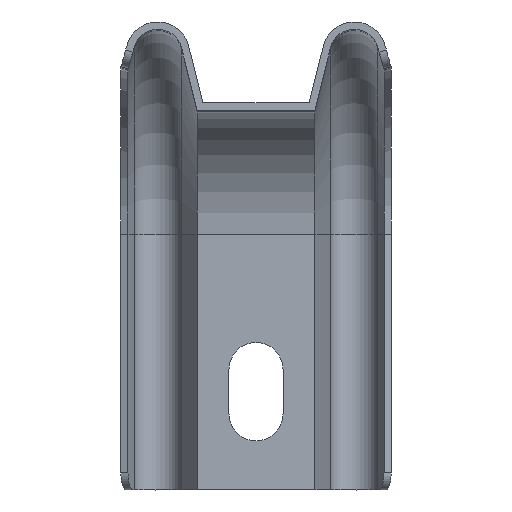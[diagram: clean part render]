
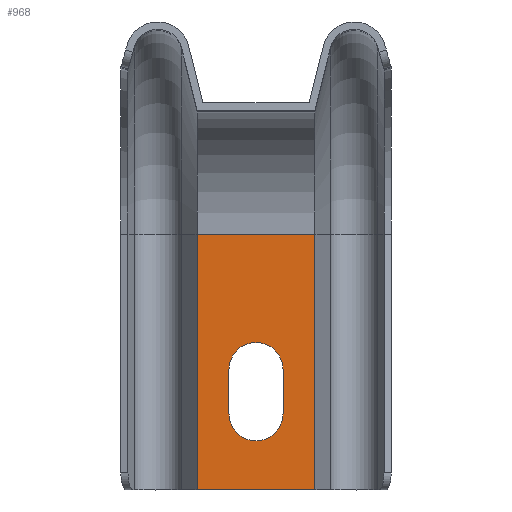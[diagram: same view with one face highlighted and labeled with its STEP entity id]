
A CAD part, top view. The second image highlights one B-rep face of the part: STEP entity #968.
In plain terms, the highlighted planar face has unit normal (0, 0, 1).
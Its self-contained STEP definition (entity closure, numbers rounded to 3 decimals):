
#6 = DIRECTION ( 'NONE',  ( 0., 1., 0. ) ) ;
#34 = LINE ( 'NONE', #343, #1035 ) ;
#37 = EDGE_CURVE ( 'NONE', #1989, #447, #1832, .T. ) ;
#124 = DIRECTION ( 'NONE',  ( 0., -1., 0. ) ) ;
#127 = AXIS2_PLACEMENT_3D ( 'NONE', #1724, #2132, #895 ) ;
#168 = FACE_OUTER_BOUND ( 'NONE', #2383, .T. ) ;
#191 = CIRCLE ( 'NONE', #2008, 5.5 ) ;
#234 = VECTOR ( 'NONE', #6, 1000. ) ;
#291 = LINE ( 'NONE', #930, #2391 ) ;
#343 = CARTESIAN_POINT ( 'NONE',  ( 12., -25., -140. ) ) ;
#357 = CARTESIAN_POINT ( 'NONE',  ( -5.5, -61.5, -140. ) ) ;
#447 = VERTEX_POINT ( 'NONE', #2541 ) ;
#514 = EDGE_CURVE ( 'NONE', #983, #1880, #291, .T. ) ;
#542 = EDGE_CURVE ( 'NONE', #1480, #1989, #751, .T. ) ;
#653 = DIRECTION ( 'NONE',  ( 0., 0., 1. ) ) ;
#668 = LINE ( 'NONE', #2551, #1718 ) ;
#680 = PLANE ( 'NONE',  #127 ) ;
#739 = FACE_BOUND ( 'NONE', #2312, .T. ) ;
#751 = LINE ( 'NONE', #2571, #234 ) ;
#761 = VECTOR ( 'NONE', #1570, 1000. ) ;
#769 = AXIS2_PLACEMENT_3D ( 'NONE', #1896, #653, #2101 ) ;
#773 = EDGE_CURVE ( 'NONE', #1880, #2475, #779, .T. ) ;
#779 = LINE ( 'NONE', #2057, #1802 ) ;
#840 = ORIENTED_EDGE ( 'NONE', *, *, #773, .T. ) ;
#895 = DIRECTION ( 'NONE',  ( -1., 0., 0. ) ) ;
#930 = CARTESIAN_POINT ( 'NONE',  ( -12., -25., -140. ) ) ;
#937 = ORIENTED_EDGE ( 'NONE', *, *, #2056, .F. ) ;
#948 = DIRECTION ( 'NONE',  ( 0., 0., 1. ) ) ;
#968 = ADVANCED_FACE ( 'NONE', ( #739, #168 ), #680, .F. ) ;
#983 = VERTEX_POINT ( 'NONE', #2540 ) ;
#1035 = VECTOR ( 'NONE', #1767, 1000. ) ;
#1048 = VERTEX_POINT ( 'NONE', #357 ) ;
#1262 = DIRECTION ( 'NONE',  ( 1., 0., 0. ) ) ;
#1324 = ORIENTED_EDGE ( 'NONE', *, *, #1543, .F. ) ;
#1357 = CARTESIAN_POINT ( 'NONE',  ( 5.5, -61.5, -140. ) ) ;
#1463 = EDGE_CURVE ( 'NONE', #447, #1048, #668, .T. ) ;
#1480 = VERTEX_POINT ( 'NONE', #1357 ) ;
#1484 = ORIENTED_EDGE ( 'NONE', *, *, #37, .F. ) ;
#1517 = ORIENTED_EDGE ( 'NONE', *, *, #2558, .F. ) ;
#1543 = EDGE_CURVE ( 'NONE', #983, #2359, #34, .T. ) ;
#1547 = CARTESIAN_POINT ( 'NONE',  ( 12., -77., -140. ) ) ;
#1570 = DIRECTION ( 'NONE',  ( 0., -1., 0. ) ) ;
#1706 = CARTESIAN_POINT ( 'NONE',  ( 12., -25., -140. ) ) ;
#1718 = VECTOR ( 'NONE', #124, 1000. ) ;
#1723 = CARTESIAN_POINT ( 'NONE',  ( -12., -77., -140. ) ) ;
#1724 = CARTESIAN_POINT ( 'NONE',  ( 12., -25., -140. ) ) ;
#1749 = ORIENTED_EDGE ( 'NONE', *, *, #542, .F. ) ;
#1755 = CARTESIAN_POINT ( 'NONE',  ( 5.5, -52.5, -140. ) ) ;
#1767 = DIRECTION ( 'NONE',  ( 1., 0., 0. ) ) ;
#1802 = VECTOR ( 'NONE', #1262, 1000. ) ;
#1832 = CIRCLE ( 'NONE', #769, 5.5 ) ;
#1863 = LINE ( 'NONE', #2159, #761 ) ;
#1880 = VERTEX_POINT ( 'NONE', #1723 ) ;
#1896 = CARTESIAN_POINT ( 'NONE',  ( 0., -52.5, -140. ) ) ;
#1989 = VERTEX_POINT ( 'NONE', #1755 ) ;
#2008 = AXIS2_PLACEMENT_3D ( 'NONE', #2177, #948, #2368 ) ;
#2056 = EDGE_CURVE ( 'NONE', #1048, #1480, #191, .T. ) ;
#2057 = CARTESIAN_POINT ( 'NONE',  ( 12., -77., -140. ) ) ;
#2101 = DIRECTION ( 'NONE',  ( 1., 0., 0. ) ) ;
#2132 = DIRECTION ( 'NONE',  ( 0., 0., -1. ) ) ;
#2159 = CARTESIAN_POINT ( 'NONE',  ( 12., -25., -140. ) ) ;
#2172 = DIRECTION ( 'NONE',  ( 0., -1., 0. ) ) ;
#2177 = CARTESIAN_POINT ( 'NONE',  ( 0., -61.5, -140. ) ) ;
#2312 = EDGE_LOOP ( 'NONE', ( #1749, #937, #2519, #1484 ) ) ;
#2359 = VERTEX_POINT ( 'NONE', #1706 ) ;
#2368 = DIRECTION ( 'NONE',  ( 1., 0., 0. ) ) ;
#2383 = EDGE_LOOP ( 'NONE', ( #1324, #2394, #840, #1517 ) ) ;
#2391 = VECTOR ( 'NONE', #2172, 1000. ) ;
#2394 = ORIENTED_EDGE ( 'NONE', *, *, #514, .T. ) ;
#2475 = VERTEX_POINT ( 'NONE', #1547 ) ;
#2519 = ORIENTED_EDGE ( 'NONE', *, *, #1463, .F. ) ;
#2540 = CARTESIAN_POINT ( 'NONE',  ( -12., -25., -140. ) ) ;
#2541 = CARTESIAN_POINT ( 'NONE',  ( -5.5, -52.5, -140. ) ) ;
#2551 = CARTESIAN_POINT ( 'NONE',  ( -5.5, -61.5, -140. ) ) ;
#2558 = EDGE_CURVE ( 'NONE', #2359, #2475, #1863, .T. ) ;
#2571 = CARTESIAN_POINT ( 'NONE',  ( 5.5, -61.5, -140. ) ) ;
